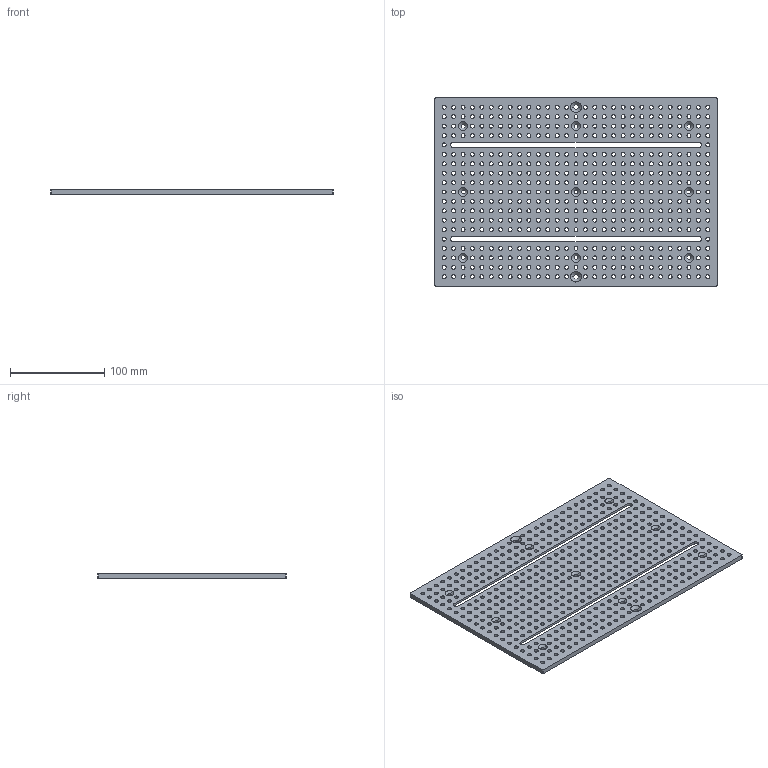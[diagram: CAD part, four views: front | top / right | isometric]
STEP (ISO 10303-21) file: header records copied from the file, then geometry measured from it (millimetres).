
FILE_DESCRIPTION (( 'STEP AP214' ), '1' );
FILE_NAME ('Plaque de travail.STEP', '2019-05-26T19:00:56', ( '' ), ( '' ), 'SwSTEP 2.0', 'SolidWorks 2017', '' );
FILE_SCHEMA (( 'AUTOMOTIVE_DESIGN' ));
Length unit declared in the file: millimetre
Products named in the file (1): Plaque de travail
Bounding box: 300 x 200 x 5 mm (x, y, z)
Volume: 240544.7 mm3; surface area: 142994.2 mm2
Topology: 1 solids, 1 shells, 1048 faces, 3110 edges, 2066 vertices
Faces by surface type: cylinder 1010, cone 22, plane 16
Entity records: 38370 total; most frequent: DIRECTION 7250, CARTESIAN_POINT 6225, ORIENTED_EDGE 6220, EDGE_CURVE 3110, AXIS2_PLACEMENT_3D 3091, VERTEX_POINT 2066, EDGE_LOOP 2048, CIRCLE 2042
